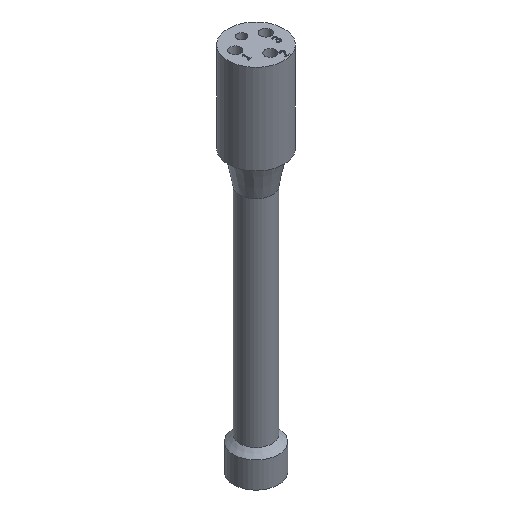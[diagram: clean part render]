
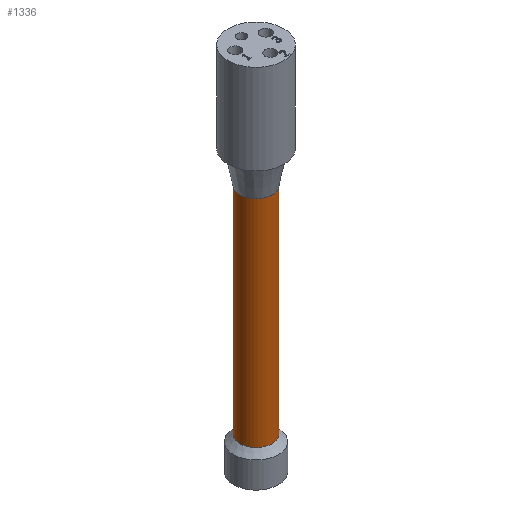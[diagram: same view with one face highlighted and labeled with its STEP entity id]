
A CAD part, isometric view. The second image highlights one B-rep face of the part: STEP entity #1336.
In plain terms, the highlighted cylindrical face has radius 4.5 mm (diameter 9 mm), a full revolution.
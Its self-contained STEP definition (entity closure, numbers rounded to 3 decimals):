
#13=CYLINDRICAL_SURFACE($,#1385,4.5);
#21=FACE_BOUND($,#284,.T.);
#39=CIRCLE($,#1381,4.5);
#41=CIRCLE($,#1386,4.5);
#209=FACE_OUTER_BOUND($,#283,.T.);
#283=EDGE_LOOP($,(#1102));
#284=EDGE_LOOP($,(#1103));
#628=VERTEX_POINT($,#2371);
#630=VERTEX_POINT($,#2378);
#808=EDGE_CURVE($,#628,#628,#39,.T.);
#810=EDGE_CURVE($,#630,#630,#41,.T.);
#1102=ORIENTED_EDGE($,*,*,#808,.T.);
#1103=ORIENTED_EDGE($,*,*,#810,.F.);
#1336=ADVANCED_FACE($,(#209,#21),#13,.T.);
#1381=AXIS2_PLACEMENT_3D($,#2372,#1573,#1574);
#1385=AXIS2_PLACEMENT_3D($,#2377,#1581,#1582);
#1386=AXIS2_PLACEMENT_3D($,#2379,#1583,#1584);
#1573=DIRECTION('center_axis',(0.,0.,1.));
#1574=DIRECTION('ref_axis',(1.,0.,0.));
#1581=DIRECTION('center_axis',(0.,0.,-1.));
#1582=DIRECTION('ref_axis',(1.,0.,0.));
#1583=DIRECTION('center_axis',(0.,0.,1.));
#1584=DIRECTION('ref_axis',(1.,0.,0.));
#2371=CARTESIAN_POINT('',(-4.5,0.,-69.));
#2372=CARTESIAN_POINT('Origin',(0.,0.,-69.));
#2377=CARTESIAN_POINT('Origin',(0.,0.,-9.));
#2378=CARTESIAN_POINT('',(4.5,0.,-9.));
#2379=CARTESIAN_POINT('Origin',(0.,0.,-9.));
